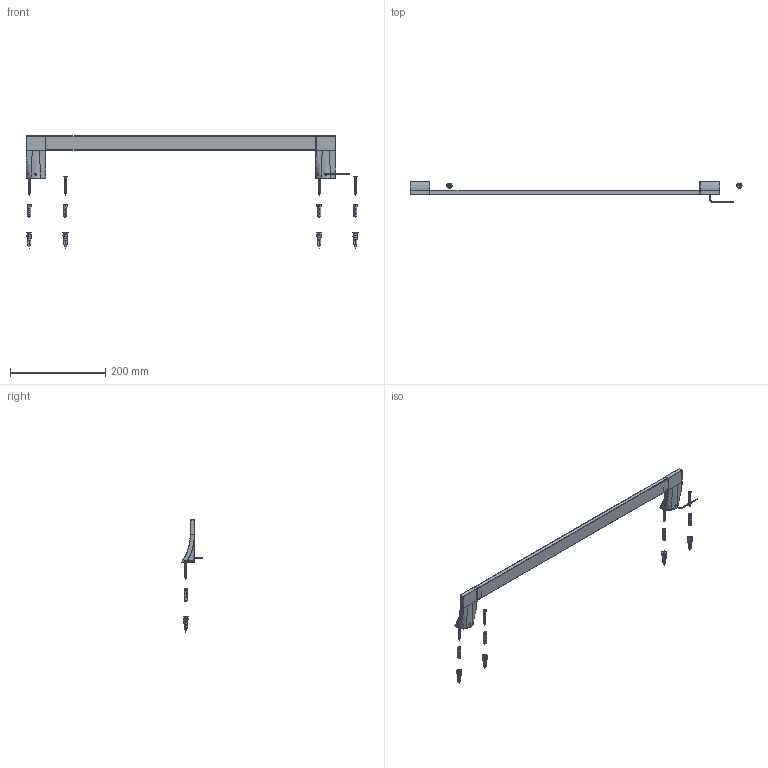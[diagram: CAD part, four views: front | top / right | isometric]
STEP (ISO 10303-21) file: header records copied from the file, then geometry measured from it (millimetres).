
FILE_DESCRIPTION((''),'2;1');
FILE_NAME('4703_ASM','2010-12-17T',('rameshkumark'),(''),'PRO/ENGINEER BY PARAMETRIC TECHNOLOGY CORPORATION, 2009300','PRO/ENGINEER BY PARAMETRIC TECHNOLOGY CORPORATION, 2009300','');
FILE_SCHEMA(('CONFIG_CONTROL_DESIGN'));
Length unit declared in the file: inch
Products named in the file (15): 40412; 40413; 92437; 92274; 91479; 91460; 1-206_ASM; 92001; 40415; 40414; 7-692_ASM; 10192; 92454; 91527; 4703_ASM
Assembly tree (29 placements, depth 3):
  4703_ASM
    40412
    40413
    92437  x2
    1-206_ASM  x2
      92274
      91479
      91460
    92001  x4
    7-692_ASM
      40415
      40414  x2
    10192
    92454  x4
    91527  x4
Bounding box: 698 x 44.06 x 236.11 mm (x, y, z)
Volume: 156658.5 mm3; surface area: 214908.8 mm2
Topology: 40 solids, 49 shells, 1947 faces, 4864 edges, 3004 vertices
Faces by surface type: plane 491, torus 450, cylinder 420, bspline 372, cone 166, sphere 40, extrusion 8
Entity records: 56640 total; most frequent: CARTESIAN_POINT 35229, ORIENTED_EDGE 4738, DIRECTION 3761, EDGE_CURVE 2405, VERTEX_POINT 1487, AXIS2_PLACEMENT_3D 1439, EDGE_LOOP 1013, FACE_OUTER_BOUND 966
